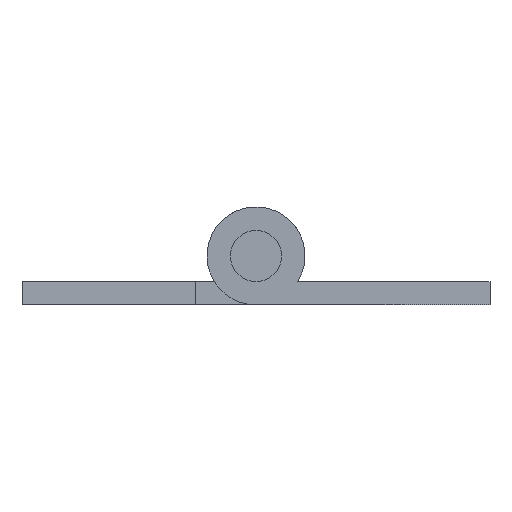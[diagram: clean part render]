
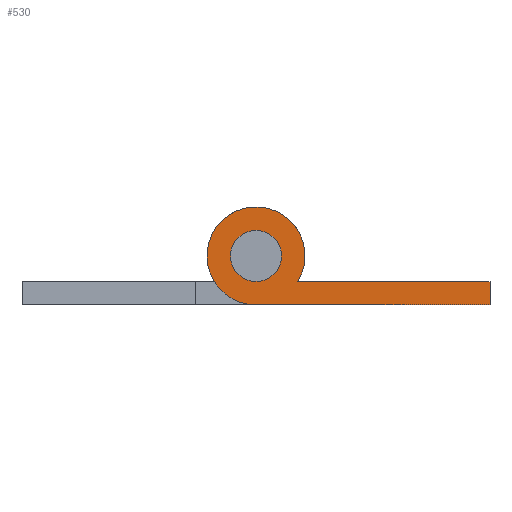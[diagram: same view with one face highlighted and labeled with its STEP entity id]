
A CAD part, front view. The second image highlights one B-rep face of the part: STEP entity #530.
In plain terms, the highlighted planar face has unit normal (0, -1, 0).
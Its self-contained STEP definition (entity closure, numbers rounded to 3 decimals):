
#29 = EDGE_CURVE ( 'NONE', #2203, #2214, #3047, .T. ) ;
#35 = EDGE_CURVE ( 'NONE', #47, #48, #3037, .T. ) ;
#36 = EDGE_CURVE ( 'NONE', #48, #4290, #3033, .T. ) ;
#38 = ORIENTED_EDGE ( 'NONE', *, *, #36, .F. ) ;
#42 = ORIENTED_EDGE ( 'NONE', *, *, #4293, .F. ) ;
#44 = EDGE_LOOP ( 'NONE', ( #50, #49 ) ) ;
#45 = ORIENTED_EDGE ( 'NONE', *, *, #54, .F. ) ;
#47 = VERTEX_POINT ( 'NONE', #3019 ) ;
#48 = VERTEX_POINT ( 'NONE', #3079 ) ;
#49 = ORIENTED_EDGE ( 'NONE', *, *, #29, .T. ) ;
#50 = ORIENTED_EDGE ( 'NONE', *, *, #2309, .T. ) ;
#54 = EDGE_CURVE ( 'NONE', #4304, #47, #3072, .T. ) ;
#400 = EDGE_LOOP ( 'NONE', ( #529, #45, #42, #38 ) ) ;
#529 = ORIENTED_EDGE ( 'NONE', *, *, #35, .F. ) ;
#530 = ADVANCED_FACE ( 'NONE', ( #3803, #3802 ), #3801, .F. ) ;
#2203 = VERTEX_POINT ( 'NONE', #7039 ) ;
#2214 = VERTEX_POINT ( 'NONE', #7088 ) ;
#2309 = EDGE_CURVE ( 'NONE', #2214, #2203, #7231, .T. ) ;
#3019 = CARTESIAN_POINT ( 'NONE',  ( 16., -425., -1.75 ) ) ;
#3030 = DIRECTION ( 'NONE',  ( -1., 0., 0. ) ) ;
#3031 = VECTOR ( 'NONE', #3030, 1000. ) ;
#3032 = CARTESIAN_POINT ( 'NONE',  ( 0., -425., -3.35 ) ) ;
#3033 = LINE ( 'NONE', #3032, #3031 ) ;
#3034 = DIRECTION ( 'NONE',  ( 0., 0., -1. ) ) ;
#3035 = VECTOR ( 'NONE', #3034, 1000. ) ;
#3036 = CARTESIAN_POINT ( 'NONE',  ( 16., -425., -3.35 ) ) ;
#3037 = LINE ( 'NONE', #3036, #3035 ) ;
#3043 = DIRECTION ( 'NONE',  ( 0., 0., 1. ) ) ;
#3044 = DIRECTION ( 'NONE',  ( 0., 1., 0. ) ) ;
#3045 = CARTESIAN_POINT ( 'NONE',  ( 0., -425., 0. ) ) ;
#3046 = AXIS2_PLACEMENT_3D ( 'NONE', #3045, #3044, #3043 ) ;
#3047 = CIRCLE ( 'NONE', #3046, 1.75 ) ;
#3069 = DIRECTION ( 'NONE',  ( 1., 0., 0. ) ) ;
#3070 = VECTOR ( 'NONE', #3069, 1000. ) ;
#3071 = CARTESIAN_POINT ( 'NONE',  ( 16., -425., -1.75 ) ) ;
#3072 = LINE ( 'NONE', #3071, #3070 ) ;
#3079 = CARTESIAN_POINT ( 'NONE',  ( 16., -425., -3.35 ) ) ;
#3797 = DIRECTION ( 'NONE',  ( 0., 0., 1. ) ) ;
#3798 = DIRECTION ( 'NONE',  ( 0., 1., 0. ) ) ;
#3799 = CARTESIAN_POINT ( 'NONE',  ( 0., -425., 0. ) ) ;
#3800 = AXIS2_PLACEMENT_3D ( 'NONE', #3799, #3798, #3797 ) ;
#3801 = PLANE ( 'NONE',  #3800 ) ;
#3802 = FACE_BOUND ( 'NONE', #44, .T. ) ;
#3803 = FACE_OUTER_BOUND ( 'NONE', #400, .T. ) ;
#4290 = VERTEX_POINT ( 'NONE', #8849 ) ;
#4293 = EDGE_CURVE ( 'NONE', #4290, #4304, #8846, .T. ) ;
#4304 = VERTEX_POINT ( 'NONE', #8883 ) ;
#7039 = CARTESIAN_POINT ( 'NONE',  ( 0., -425., 1.75 ) ) ;
#7088 = CARTESIAN_POINT ( 'NONE',  ( 0., -425., -1.75 ) ) ;
#7227 = DIRECTION ( 'NONE',  ( 0., 0., 1. ) ) ;
#7228 = DIRECTION ( 'NONE',  ( 0., 1., 0. ) ) ;
#7229 = CARTESIAN_POINT ( 'NONE',  ( 0., -425., 0. ) ) ;
#7230 = AXIS2_PLACEMENT_3D ( 'NONE', #7229, #7228, #7227 ) ;
#7231 = CIRCLE ( 'NONE', #7230, 1.75 ) ;
#8842 = DIRECTION ( 'NONE',  ( 0., 0., 1. ) ) ;
#8843 = DIRECTION ( 'NONE',  ( 0., 1., 0. ) ) ;
#8844 = CARTESIAN_POINT ( 'NONE',  ( 0., -425., 0. ) ) ;
#8845 = AXIS2_PLACEMENT_3D ( 'NONE', #8844, #8843, #8842 ) ;
#8846 = CIRCLE ( 'NONE', #8845, 3.35 ) ;
#8849 = CARTESIAN_POINT ( 'NONE',  ( 0., -425., -3.35 ) ) ;
#8883 = CARTESIAN_POINT ( 'NONE',  ( 2.857, -425., -1.75 ) ) ;
